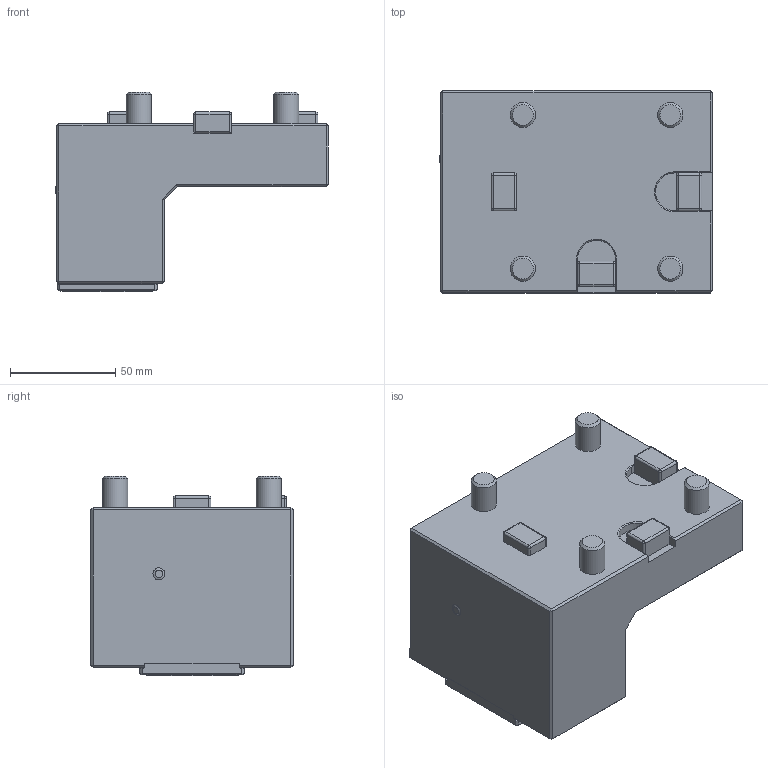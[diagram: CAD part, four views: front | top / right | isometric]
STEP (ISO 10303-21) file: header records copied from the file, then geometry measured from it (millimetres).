
FILE_DESCRIPTION(/* description */ (''),/* implementation_level */ '2;1');
FILE_NAME(/* name */ '1615981583418.stp',/* time_stamp */ '2021-03-17T12:46:30+01:00',/* author */ (''),/* organization */ ('SMS'),/* preprocessor_version */ 'ST-DEVELOPER v16.7',/* originating_system */ 'SIEMENS PLM Software NX 12.0',/* authorisation */ '');
FILE_SCHEMA (('AUTOMOTIVE_DESIGN { 1 0 10303 214 3 1 1 1 }'));
Length unit declared in the file: millimetre
Products named in the file (1): 203432616mod000_00
Bounding box: 129.53 x 96 x 94.96 mm (x, y, z)
Volume: 600524.8 mm3; surface area: 59222.5 mm2
Topology: 1 solids, 1 shells, 195 faces, 469 edges, 281 vertices
Faces by surface type: plane 122, cylinder 43, sphere 17, cone 11, bspline 1, torus 1
Full cylindrical faces by diameter (mm): 2.5 x1, 4.995 x2, 5.694 x1, 5.994 x1, 7.193 x4, 11.988 x4, 31.6 x1, 39.96 x1
Entity records: 5673 total; most frequent: CARTESIAN_POINT 1358, DIRECTION 900, ORIENTED_EDGE 816, EDGE_CURVE 408, AXIS2_PLACEMENT_3D 309, LINE 282, VECTOR 282, VERTEX_POINT 260
